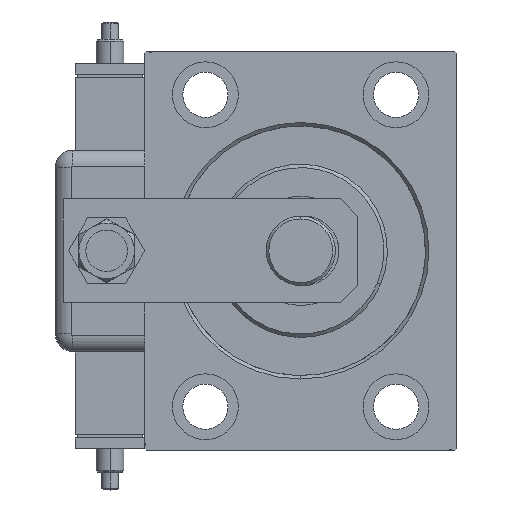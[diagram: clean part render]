
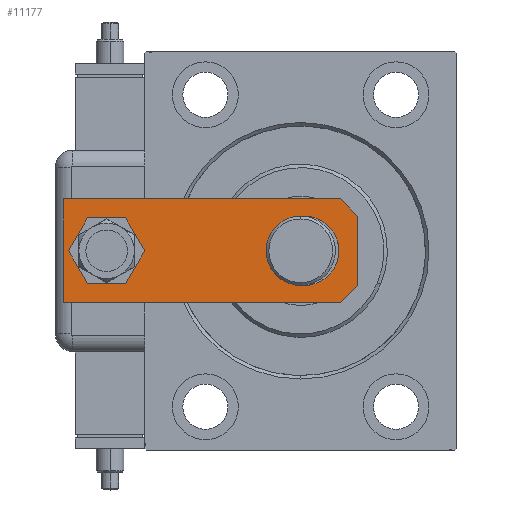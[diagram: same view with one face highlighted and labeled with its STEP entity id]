
A CAD part, left-side view. The second image highlights one B-rep face of the part: STEP entity #11177.
In plain terms, the highlighted face is planar.
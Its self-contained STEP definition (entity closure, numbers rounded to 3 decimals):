
#767 = ORIENTED_EDGE ( 'NONE', *, *, #3518, .F. ) ;
#2397 = ORIENTED_EDGE ( 'NONE', *, *, #40664, .T. ) ;
#3365 = DIRECTION ( 'NONE',  ( -0.707, -0.707, 0. ) ) ;
#3518 = EDGE_CURVE ( 'NONE', #21788, #23792, #15558, .T. ) ;
#4082 = DIRECTION ( 'NONE',  ( 1., 0., 0. ) ) ;
#4506 = DIRECTION ( 'NONE',  ( 0., 0., 1. ) ) ;
#5391 = CARTESIAN_POINT ( 'NONE',  ( 7., 72.5, 0. ) ) ;
#5844 = DIRECTION ( 'NONE',  ( 1., 0., 0. ) ) ;
#5895 = EDGE_CURVE ( 'NONE', #57977, #38324, #29528, .T. ) ;
#6449 = EDGE_CURVE ( 'NONE', #34087, #30447, #60473, .T. ) ;
#6911 = DIRECTION ( 'NONE',  ( -1., 0., 0. ) ) ;
#7087 = ORIENTED_EDGE ( 'NONE', *, *, #13154, .T. ) ;
#7236 = CARTESIAN_POINT ( 'NONE',  ( -7., 72.5, 0. ) ) ;
#7989 = CARTESIAN_POINT ( 'NONE',  ( -15., 85., 0. ) ) ;
#8160 = DIRECTION ( 'NONE',  ( 0., 0., 1. ) ) ;
#8940 = AXIS2_PLACEMENT_3D ( 'NONE', #10531, #9320, #5844 ) ;
#9320 = DIRECTION ( 'NONE',  ( 0., 0., 1. ) ) ;
#10531 = CARTESIAN_POINT ( 'NONE',  ( 0., 15.5, 0. ) ) ;
#10732 = AXIS2_PLACEMENT_3D ( 'NONE', #31746, #50810, #60823 ) ;
#11177 = ADVANCED_FACE ( 'NONE', ( #60512, #37370, #32663 ), #12655, .F. ) ;
#11278 = LINE ( 'NONE', #43805, #35188 ) ;
#12516 = AXIS2_PLACEMENT_3D ( 'NONE', #18449, #8160, #4082 ) ;
#12655 = PLANE ( 'NONE',  #10732 ) ;
#13154 = EDGE_CURVE ( 'NONE', #21788, #22893, #16847, .T. ) ;
#13462 = ORIENTED_EDGE ( 'NONE', *, *, #5895, .T. ) ;
#13599 = EDGE_LOOP ( 'NONE', ( #767, #7087, #50498, #22787, #19004, #27502 ) ) ;
#14896 = AXIS2_PLACEMENT_3D ( 'NONE', #19185, #4506, #46429 ) ;
#15530 = AXIS2_PLACEMENT_3D ( 'NONE', #47774, #37474, #24003 ) ;
#15558 = LINE ( 'NONE', #53411, #23373 ) ;
#16260 = DIRECTION ( 'NONE',  ( 0., -1., 0. ) ) ;
#16847 = LINE ( 'NONE', #27472, #22651 ) ;
#16858 = VECTOR ( 'NONE', #22255, 1000. ) ;
#17899 = VECTOR ( 'NONE', #3365, 1000. ) ;
#18050 = EDGE_CURVE ( 'NONE', #32666, #22893, #35363, .T. ) ;
#18083 = DIRECTION ( 'NONE',  ( -0.707, 0.707, 0. ) ) ;
#18449 = CARTESIAN_POINT ( 'NONE',  ( 0., 72.5, 0. ) ) ;
#18962 = EDGE_LOOP ( 'NONE', ( #13462, #2397 ) ) ;
#19004 = ORIENTED_EDGE ( 'NONE', *, *, #43113, .F. ) ;
#19185 = CARTESIAN_POINT ( 'NONE',  ( 0., 72.5, 0. ) ) ;
#19891 = CIRCLE ( 'NONE', #14896, 7. ) ;
#20405 = CARTESIAN_POINT ( 'NONE',  ( 15., 85., 0. ) ) ;
#20780 = CARTESIAN_POINT ( 'NONE',  ( -10., 15.5, 0. ) ) ;
#21788 = VERTEX_POINT ( 'NONE', #27111 ) ;
#21842 = VECTOR ( 'NONE', #16260, 1000. ) ;
#22255 = DIRECTION ( 'NONE',  ( 0., 1., 0. ) ) ;
#22330 = CARTESIAN_POINT ( 'NONE',  ( 10., 15.5, 0. ) ) ;
#22651 = VECTOR ( 'NONE', #18083, 1000. ) ;
#22787 = ORIENTED_EDGE ( 'NONE', *, *, #51475, .F. ) ;
#22893 = VERTEX_POINT ( 'NONE', #42985 ) ;
#23373 = VECTOR ( 'NONE', #38445, 1000. ) ;
#23792 = VERTEX_POINT ( 'NONE', #43070 ) ;
#24003 = DIRECTION ( 'NONE',  ( 1., 0., 0. ) ) ;
#27111 = CARTESIAN_POINT ( 'NONE',  ( -10., 0., 0. ) ) ;
#27472 = CARTESIAN_POINT ( 'NONE',  ( -10., 0., 0. ) ) ;
#27502 = ORIENTED_EDGE ( 'NONE', *, *, #38803, .T. ) ;
#27902 = CIRCLE ( 'NONE', #8940, 10. ) ;
#28888 = CARTESIAN_POINT ( 'NONE',  ( 15., 5., 0. ) ) ;
#29528 = CIRCLE ( 'NONE', #15530, 10. ) ;
#30447 = VERTEX_POINT ( 'NONE', #5391 ) ;
#31646 = LINE ( 'NONE', #60414, #16858 ) ;
#31746 = CARTESIAN_POINT ( 'NONE',  ( 0., 0., 0. ) ) ;
#32663 = FACE_BOUND ( 'NONE', #18962, .T. ) ;
#32666 = VERTEX_POINT ( 'NONE', #7989 ) ;
#32687 = ORIENTED_EDGE ( 'NONE', *, *, #6449, .T. ) ;
#34087 = VERTEX_POINT ( 'NONE', #7236 ) ;
#35188 = VECTOR ( 'NONE', #6911, 1000. ) ;
#35272 = ORIENTED_EDGE ( 'NONE', *, *, #39245, .T. ) ;
#35363 = LINE ( 'NONE', #58502, #21842 ) ;
#37370 = FACE_BOUND ( 'NONE', #61771, .T. ) ;
#37474 = DIRECTION ( 'NONE',  ( 0., 0., 1. ) ) ;
#38324 = VERTEX_POINT ( 'NONE', #22330 ) ;
#38445 = DIRECTION ( 'NONE',  ( 1., 0., 0. ) ) ;
#38803 = EDGE_CURVE ( 'NONE', #48575, #23792, #60278, .T. ) ;
#39245 = EDGE_CURVE ( 'NONE', #30447, #34087, #19891, .T. ) ;
#40664 = EDGE_CURVE ( 'NONE', #38324, #57977, #27902, .T. ) ;
#41516 = CARTESIAN_POINT ( 'NONE',  ( 15., 5., 0. ) ) ;
#42985 = CARTESIAN_POINT ( 'NONE',  ( -15., 5., 0. ) ) ;
#43070 = CARTESIAN_POINT ( 'NONE',  ( 10., 0., 0. ) ) ;
#43113 = EDGE_CURVE ( 'NONE', #48575, #55831, #31646, .T. ) ;
#43805 = CARTESIAN_POINT ( 'NONE',  ( 15., 85., 0. ) ) ;
#46429 = DIRECTION ( 'NONE',  ( 1., 0., 0. ) ) ;
#47774 = CARTESIAN_POINT ( 'NONE',  ( 0., 15.5, 0. ) ) ;
#48575 = VERTEX_POINT ( 'NONE', #28888 ) ;
#50498 = ORIENTED_EDGE ( 'NONE', *, *, #18050, .F. ) ;
#50810 = DIRECTION ( 'NONE',  ( 0., 0., 1. ) ) ;
#51475 = EDGE_CURVE ( 'NONE', #55831, #32666, #11278, .T. ) ;
#53411 = CARTESIAN_POINT ( 'NONE',  ( -15., 0., 0. ) ) ;
#55831 = VERTEX_POINT ( 'NONE', #20405 ) ;
#57977 = VERTEX_POINT ( 'NONE', #20780 ) ;
#58502 = CARTESIAN_POINT ( 'NONE',  ( -15., 85., 0. ) ) ;
#60278 = LINE ( 'NONE', #41516, #17899 ) ;
#60414 = CARTESIAN_POINT ( 'NONE',  ( 15., 0., 0. ) ) ;
#60473 = CIRCLE ( 'NONE', #12516, 7. ) ;
#60512 = FACE_OUTER_BOUND ( 'NONE', #13599, .T. ) ;
#60823 = DIRECTION ( 'NONE',  ( 1., 0., 0. ) ) ;
#61771 = EDGE_LOOP ( 'NONE', ( #32687, #35272 ) ) ;
